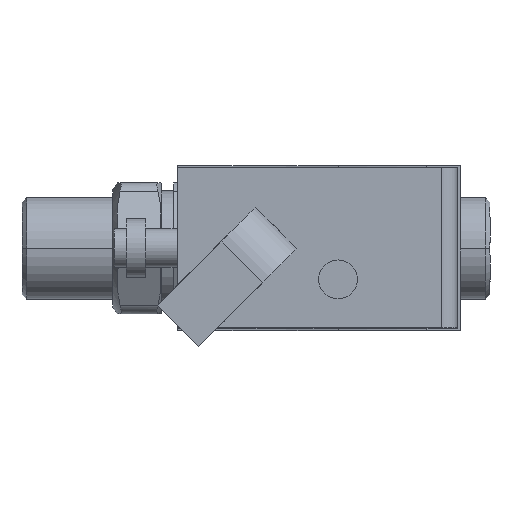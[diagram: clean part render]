
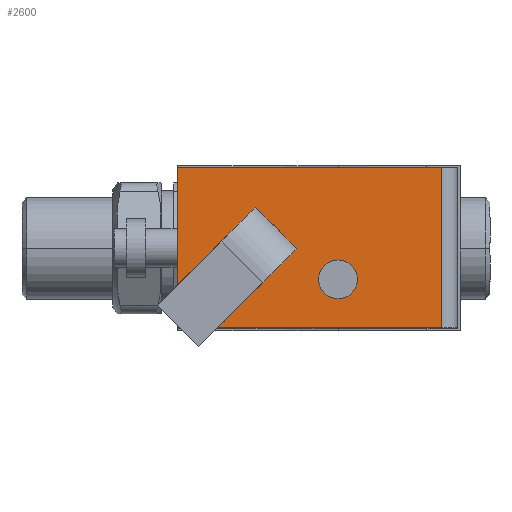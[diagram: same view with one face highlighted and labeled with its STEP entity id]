
A CAD part, top view. The second image highlights one B-rep face of the part: STEP entity #2600.
In plain terms, the highlighted planar face has unit normal (0, 0, 1).
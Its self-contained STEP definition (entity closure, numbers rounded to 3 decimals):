
#159=PLANE('',#2845);
#299=FACE_OUTER_BOUND('',#462,.T.);
#462=EDGE_LOOP('',(#2196,#2197,#2198,#2199));
#655=LINE('',#4732,#844);
#656=LINE('',#4734,#845);
#657=LINE('',#4736,#846);
#658=LINE('',#4737,#847);
#844=VECTOR('',#3443,304.8);
#845=VECTOR('',#3444,304.8);
#846=VECTOR('',#3445,304.8);
#847=VECTOR('',#3446,304.8);
#1206=VERTEX_POINT('',#4730);
#1207=VERTEX_POINT('',#4731);
#1208=VERTEX_POINT('',#4733);
#1209=VERTEX_POINT('',#4735);
#1549=EDGE_CURVE('',#1206,#1207,#655,.T.);
#1550=EDGE_CURVE('',#1208,#1206,#656,.T.);
#1551=EDGE_CURVE('',#1209,#1208,#657,.T.);
#1552=EDGE_CURVE('',#1207,#1209,#658,.T.);
#2196=ORIENTED_EDGE('',*,*,#1549,.F.);
#2197=ORIENTED_EDGE('',*,*,#1550,.F.);
#2198=ORIENTED_EDGE('',*,*,#1551,.F.);
#2199=ORIENTED_EDGE('',*,*,#1552,.F.);
#2600=ADVANCED_FACE('',(#299),#159,.T.);
#2845=AXIS2_PLACEMENT_3D('',#4729,#3441,#3442);
#3441=DIRECTION('center_axis',(0.,0.,
1.));
#3442=DIRECTION('ref_axis',(0.,1.,0.));
#3443=DIRECTION('',(-1.,0.,0.));
#3444=DIRECTION('',(0.,-1.,0.));
#3445=DIRECTION('',(1.,0.,0.));
#3446=DIRECTION('',(0.,1.,0.));
#4729=CARTESIAN_POINT('Origin',(76.5,-33.,108.11));
#4730=CARTESIAN_POINT('',(76.5,-33.,108.11));
#4731=CARTESIAN_POINT('',(-32.5,-33.,108.11));
#4732=CARTESIAN_POINT('',(76.5,-33.,108.11));
#4733=CARTESIAN_POINT('',(76.5,33.,108.11));
#4734=CARTESIAN_POINT('',(76.5,33.,108.11));
#4735=CARTESIAN_POINT('',(-32.5,33.,108.11));
#4736=CARTESIAN_POINT('',(-32.5,33.,108.11));
#4737=CARTESIAN_POINT('',(-32.5,-33.,108.11));
